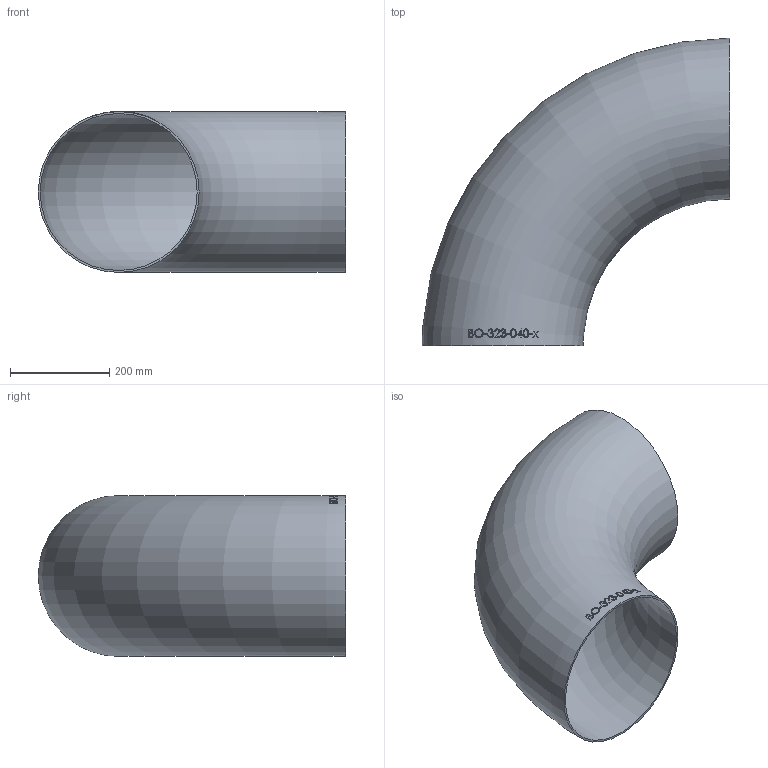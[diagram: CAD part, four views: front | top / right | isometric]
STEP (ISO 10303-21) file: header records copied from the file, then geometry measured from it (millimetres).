
FILE_DESCRIPTION (( 'STEP AP214' ), '1' );
FILE_NAME ('BO-323-040-x Bogen 1910.STEP', '2019-10-29T09:51:49', ( '' ), ( '' ), 'SwSTEP 2.0', 'SolidWorks 2016', '' );
FILE_SCHEMA (( 'AUTOMOTIVE_DESIGN' ));
Length unit declared in the file: millimetre
Products named in the file (1): BO-323-040-x Bogen 1910
Bounding box: 618.95 x 618.95 x 323.9 mm (x, y, z)
Volume: 2885700.5 mm3; surface area: 1450997 mm2
Topology: 1 solids, 1 shells, 151 faces, 397 edges, 265 vertices
Faces by surface type: bspline 69, plane 60, torus 22
Entity records: 8685 total; most frequent: CARTESIAN_POINT 4171, ORIENTED_EDGE 770, EDGE_CURVE 385, DIRECTION 297, VERTEX_POINT 258, B_SPLINE_CURVE_WITH_KNOTS 254, EDGE_LOOP 171, FACE_OUTER_BOUND 151
